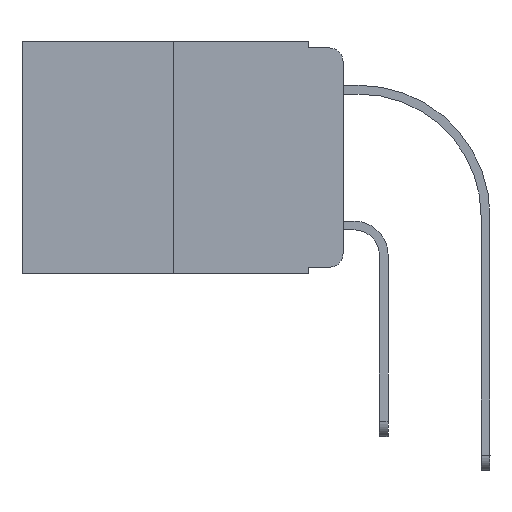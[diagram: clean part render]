
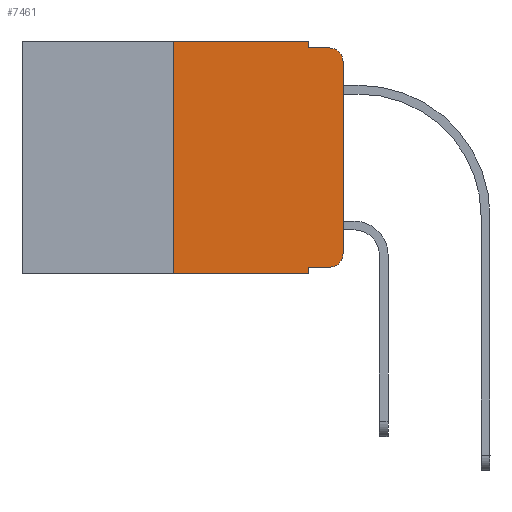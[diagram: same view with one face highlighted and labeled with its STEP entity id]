
A CAD part, left-side view. The second image highlights one B-rep face of the part: STEP entity #7461.
In plain terms, the highlighted planar face has unit normal (-1, 0, 0).
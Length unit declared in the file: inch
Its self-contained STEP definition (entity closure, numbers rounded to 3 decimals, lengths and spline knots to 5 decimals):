
#3 = EDGE_LOOP ( 'NONE', ( #14165, #14052, #13223, #10546, #10297, #12757, #5633, #15621, #18836, #4052 ) ) ;
#633 = LINE ( 'NONE', #9391, #10733 ) ;
#770 = VECTOR ( 'NONE', #18420, 39.37008 ) ;
#1759 = LINE ( 'NONE', #12114, #4059 ) ;
#2526 = VERTEX_POINT ( 'NONE', #11396 ) ;
#2724 = CARTESIAN_POINT ( 'NONE',  ( 0., 0.25, 0. ) ) ;
#3057 = DIRECTION ( 'NONE',  ( 0., 0., -1. ) ) ;
#3317 = VERTEX_POINT ( 'NONE', #8942 ) ;
#3814 = AXIS2_PLACEMENT_3D ( 'NONE', #22590, #6849, #20870 ) ;
#4052 = ORIENTED_EDGE ( 'NONE', *, *, #20966, .T. ) ;
#4059 = VECTOR ( 'NONE', #5203, 39.37008 ) ;
#4165 = DIRECTION ( 'NONE',  ( 0., 0., 1. ) ) ;
#5059 = VERTEX_POINT ( 'NONE', #5456 ) ;
#5203 = DIRECTION ( 'NONE',  ( 0., -1., 0. ) ) ;
#5247 = EDGE_CURVE ( 'NONE', #10771, #22605, #6386, .T. ) ;
#5456 = CARTESIAN_POINT ( 'NONE',  ( 0., 0.051, -0.01 ) ) ;
#5459 = LINE ( 'NONE', #21337, #16633 ) ;
#5500 = CARTESIAN_POINT ( 'NONE',  ( 0., 0., -0.313 ) ) ;
#5589 = DIRECTION ( 'NONE',  ( 0., 0., -1. ) ) ;
#5633 = ORIENTED_EDGE ( 'NONE', *, *, #9346, .T. ) ;
#5748 = CARTESIAN_POINT ( 'NONE',  ( 0., 0.051, 0. ) ) ;
#6359 = VERTEX_POINT ( 'NONE', #16267 ) ;
#6386 = LINE ( 'NONE', #13403, #13917 ) ;
#6710 = DIRECTION ( 'NONE',  ( 0., 0., -1. ) ) ;
#6771 = CARTESIAN_POINT ( 'NONE',  ( 0., 0.02, -0.01 ) ) ;
#6849 = DIRECTION ( 'NONE',  ( -1., 0., 0. ) ) ;
#7461 = ADVANCED_FACE ( 'NONE', ( #11569 ), #20548, .F. ) ;
#8942 = CARTESIAN_POINT ( 'NONE',  ( 0., 0., -0.03 ) ) ;
#9346 = EDGE_CURVE ( 'NONE', #2526, #6359, #1759, .T. ) ;
#9391 = CARTESIAN_POINT ( 'NONE',  ( 0., 0.051, 0. ) ) ;
#9963 = AXIS2_PLACEMENT_3D ( 'NONE', #15447, #22448, #6710 ) ;
#10297 = ORIENTED_EDGE ( 'NONE', *, *, #5247, .F. ) ;
#10546 = ORIENTED_EDGE ( 'NONE', *, *, #10718, .F. ) ;
#10718 = EDGE_CURVE ( 'NONE', #22605, #5059, #633, .T. ) ;
#10733 = VECTOR ( 'NONE', #5589, 39.37008 ) ;
#10771 = VERTEX_POINT ( 'NONE', #2724 ) ;
#11396 = CARTESIAN_POINT ( 'NONE',  ( 0., 0.25, -0.343 ) ) ;
#11569 = FACE_OUTER_BOUND ( 'NONE', #3, .T. ) ;
#11642 = CARTESIAN_POINT ( 'NONE',  ( 0., 0.051, 0. ) ) ;
#11775 = VECTOR ( 'NONE', #4165, 39.37008 ) ;
#11796 = CARTESIAN_POINT ( 'NONE',  ( 0., 0.473, 0. ) ) ;
#11975 = VERTEX_POINT ( 'NONE', #5500 ) ;
#12114 = CARTESIAN_POINT ( 'NONE',  ( 0., 0.473, -0.343 ) ) ;
#12757 = ORIENTED_EDGE ( 'NONE', *, *, #16025, .F. ) ;
#12874 = VERTEX_POINT ( 'NONE', #21297 ) ;
#12918 = CARTESIAN_POINT ( 'NONE',  ( 0., 0., 0. ) ) ;
#13039 = EDGE_CURVE ( 'NONE', #21929, #12874, #22325, .T. ) ;
#13190 = AXIS2_PLACEMENT_3D ( 'NONE', #11796, #18822, #3057 ) ;
#13223 = ORIENTED_EDGE ( 'NONE', *, *, #15542, .F. ) ;
#13403 = CARTESIAN_POINT ( 'NONE',  ( 0., 0.473, 0. ) ) ;
#13917 = VECTOR ( 'NONE', #20430, 39.37008 ) ;
#14052 = ORIENTED_EDGE ( 'NONE', *, *, #17686, .T. ) ;
#14165 = ORIENTED_EDGE ( 'NONE', *, *, #17333, .T. ) ;
#14634 = DIRECTION ( 'NONE',  ( 0., 0., 1. ) ) ;
#14637 = LINE ( 'NONE', #12918, #11775 ) ;
#15227 = CIRCLE ( 'NONE', #3814, 0.02 ) ;
#15444 = VERTEX_POINT ( 'NONE', #6771 ) ;
#15447 = CARTESIAN_POINT ( 'NONE',  ( 0., 0.02, -0.03 ) ) ;
#15542 = EDGE_CURVE ( 'NONE', #5059, #15444, #5459, .T. ) ;
#15621 = ORIENTED_EDGE ( 'NONE', *, *, #21181, .F. ) ;
#16025 = EDGE_CURVE ( 'NONE', #2526, #10771, #21425, .T. ) ;
#16267 = CARTESIAN_POINT ( 'NONE',  ( 0., 0.051, -0.343 ) ) ;
#16633 = VECTOR ( 'NONE', #21561, 39.37008 ) ;
#16811 = CARTESIAN_POINT ( 'NONE',  ( 0., 0.051, -0.333 ) ) ;
#17333 = EDGE_CURVE ( 'NONE', #11975, #3317, #14637, .T. ) ;
#17488 = CARTESIAN_POINT ( 'NONE',  ( 0., 0.051, -0.333 ) ) ;
#17686 = EDGE_CURVE ( 'NONE', #3317, #15444, #19152, .T. ) ;
#18420 = DIRECTION ( 'NONE',  ( 0., -1., 0. ) ) ;
#18554 = LINE ( 'NONE', #11642, #22204 ) ;
#18822 = DIRECTION ( 'NONE',  ( 1., 0., 0. ) ) ;
#18836 = ORIENTED_EDGE ( 'NONE', *, *, #13039, .T. ) ;
#19152 = CIRCLE ( 'NONE', #9963, 0.02 ) ;
#20430 = DIRECTION ( 'NONE',  ( 0., -1., 0. ) ) ;
#20548 = PLANE ( 'NONE',  #13190 ) ;
#20870 = DIRECTION ( 'NONE',  ( 0., 0., -1. ) ) ;
#20966 = EDGE_CURVE ( 'NONE', #12874, #11975, #15227, .T. ) ;
#21051 = VECTOR ( 'NONE', #14634, 39.37008 ) ;
#21181 = EDGE_CURVE ( 'NONE', #21929, #6359, #18554, .T. ) ;
#21297 = CARTESIAN_POINT ( 'NONE',  ( 0., 0.02, -0.333 ) ) ;
#21337 = CARTESIAN_POINT ( 'NONE',  ( 0., 0.051, -0.01 ) ) ;
#21425 = LINE ( 'NONE', #21641, #21051 ) ;
#21561 = DIRECTION ( 'NONE',  ( 0., -1., 0. ) ) ;
#21641 = CARTESIAN_POINT ( 'NONE',  ( 0., 0.25, 0. ) ) ;
#21762 = DIRECTION ( 'NONE',  ( 0., 0., -1. ) ) ;
#21929 = VERTEX_POINT ( 'NONE', #17488 ) ;
#22204 = VECTOR ( 'NONE', #21762, 39.37008 ) ;
#22325 = LINE ( 'NONE', #16811, #770 ) ;
#22448 = DIRECTION ( 'NONE',  ( -1., 0., 0. ) ) ;
#22590 = CARTESIAN_POINT ( 'NONE',  ( 0., 0.02, -0.313 ) ) ;
#22605 = VERTEX_POINT ( 'NONE', #5748 ) ;
